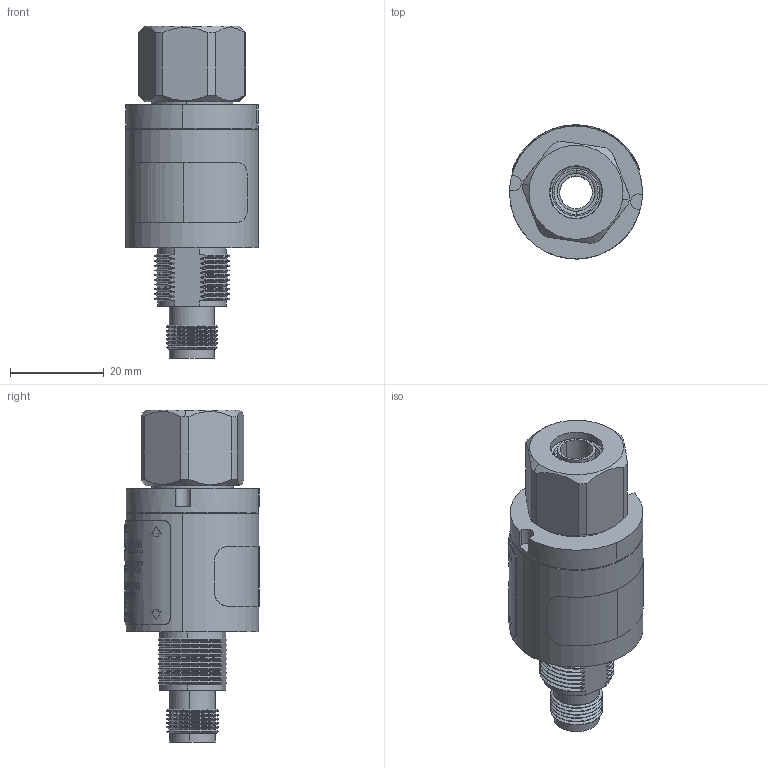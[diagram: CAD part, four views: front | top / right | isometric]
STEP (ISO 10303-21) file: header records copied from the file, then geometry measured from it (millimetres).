
FILE_DESCRIPTION (( 'STEP AP214' ), '1' );
FILE_NAME ('DSXL-T-MA.STEP', '2018-03-08T16:56:23', ( '' ), ( '' ), 'SwSTEP 2.0', 'SolidWorks 2016', '' );
FILE_SCHEMA (( 'AUTOMOTIVE_DESIGN' ));
Length unit declared in the file: inch
Products named in the file (9): 7040-0042; 7020-2820_On Assembly; 5800-0113; 5800-0114; 1909-0001; 7040-0037; 1502-0703; 2003-1052_Curved; DSXL-T-MA
Assembly tree (8 placements, depth 2):
  DSXL-T-MA
    2003-1052_Curved
    1502-0703
    7040-0037
    1909-0001
    5800-0114
    5800-0113
    7020-2820_On Assembly
    7040-0042
Bounding box: 28.31 x 28.58 x 70.75 mm (x, y, z)
Volume: 17442.3 mm3; surface area: 17225.7 mm2
Topology: 8 solids, 8 shells, 1768 faces, 4709 edges, 3075 vertices
Faces by surface type: bspline 805, plane 480, cylinder 309, cone 156, torus 18
Entity records: 107913 total; most frequent: CARTESIAN_POINT 53284, ORIENTED_EDGE 9418, DIRECTION 4977, EDGE_CURVE 4709, VERTEX_POINT 3075, B_SPLINE_CURVE_WITH_KNOTS 2651, AXIS2_PLACEMENT_3D 1945, EDGE_LOOP 1896
